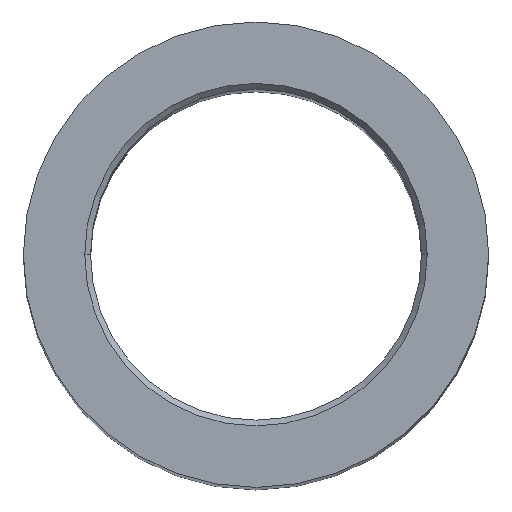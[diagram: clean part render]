
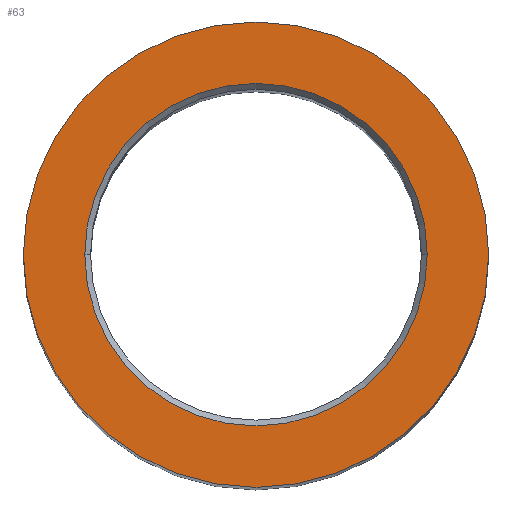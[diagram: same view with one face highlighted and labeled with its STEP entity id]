
A CAD part, top view. The second image highlights one B-rep face of the part: STEP entity #63.
In plain terms, the highlighted planar face has unit normal (0, 0, 1).
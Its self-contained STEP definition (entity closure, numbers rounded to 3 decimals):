
#13 = ORIENTED_EDGE ( 'NONE', *, *, #31, .F. ) ;
#16 = ORIENTED_EDGE ( 'NONE', *, *, #17, .F. ) ;
#17 = EDGE_CURVE ( 'NONE', #30, #32, #88, .T. ) ;
#30 = VERTEX_POINT ( 'NONE', #306 ) ;
#31 = EDGE_CURVE ( 'NONE', #32, #30, #164, .T. ) ;
#32 = VERTEX_POINT ( 'NONE', #265 ) ;
#55 = EDGE_CURVE ( 'NONE', #95, #111, #208, .T. ) ;
#56 = EDGE_LOOP ( 'NONE', ( #105, #106 ) ) ;
#63 = ADVANCED_FACE ( 'NONE', ( #188, #187 ), #193, .F. ) ;
#84 = DIRECTION ( 'NONE',  ( 1., 0., 0. ) ) ;
#85 = DIRECTION ( 'NONE',  ( 0., 0., 1. ) ) ;
#86 = CARTESIAN_POINT ( 'NONE',  ( 0., 0., 0. ) ) ;
#87 = AXIS2_PLACEMENT_3D ( 'NONE', #86, #85, #84 ) ;
#88 = CIRCLE ( 'NONE', #87, 6.808 ) ;
#95 = VERTEX_POINT ( 'NONE', #272 ) ;
#100 = EDGE_CURVE ( 'NONE', #111, #95, #242, .T. ) ;
#102 = EDGE_LOOP ( 'NONE', ( #16, #13 ) ) ;
#105 = ORIENTED_EDGE ( 'NONE', *, *, #100, .T. ) ;
#106 = ORIENTED_EDGE ( 'NONE', *, *, #55, .T. ) ;
#111 = VERTEX_POINT ( 'NONE', #231 ) ;
#162 = CARTESIAN_POINT ( 'NONE',  ( 0., 0., 0. ) ) ;
#163 = AXIS2_PLACEMENT_3D ( 'NONE', #162, #267, #266 ) ;
#164 = CIRCLE ( 'NONE', #163, 6.808 ) ;
#186 = AXIS2_PLACEMENT_3D ( 'NONE', #298, #297, #296 ) ;
#187 = FACE_BOUND ( 'NONE', #102, .T. ) ;
#188 = FACE_OUTER_BOUND ( 'NONE', #56, .T. ) ;
#193 = PLANE ( 'NONE',  #186 ) ;
#204 = DIRECTION ( 'NONE',  ( 1., 0., 0. ) ) ;
#205 = DIRECTION ( 'NONE',  ( 0., 0., 1. ) ) ;
#206 = CARTESIAN_POINT ( 'NONE',  ( 0., 0., 0. ) ) ;
#207 = AXIS2_PLACEMENT_3D ( 'NONE', #206, #205, #204 ) ;
#208 = CIRCLE ( 'NONE', #207, 9.25 ) ;
#231 = CARTESIAN_POINT ( 'NONE',  ( 9.25, 0., 0. ) ) ;
#238 = DIRECTION ( 'NONE',  ( 1., 0., 0. ) ) ;
#239 = DIRECTION ( 'NONE',  ( 0., 0., 1. ) ) ;
#240 = CARTESIAN_POINT ( 'NONE',  ( 0., 0., 0. ) ) ;
#241 = AXIS2_PLACEMENT_3D ( 'NONE', #240, #239, #238 ) ;
#242 = CIRCLE ( 'NONE', #241, 9.25 ) ;
#265 = CARTESIAN_POINT ( 'NONE',  ( -6.808, 0., 0. ) ) ;
#266 = DIRECTION ( 'NONE',  ( 1., 0., 0. ) ) ;
#267 = DIRECTION ( 'NONE',  ( 0., 0., 1. ) ) ;
#272 = CARTESIAN_POINT ( 'NONE',  ( -9.25, 0., 0. ) ) ;
#296 = DIRECTION ( 'NONE',  ( -1., 0., 0. ) ) ;
#297 = DIRECTION ( 'NONE',  ( 0., 0., -1. ) ) ;
#298 = CARTESIAN_POINT ( 'NONE',  ( 0., 9.25, 0. ) ) ;
#306 = CARTESIAN_POINT ( 'NONE',  ( 6.808, 0., 0. ) ) ;
